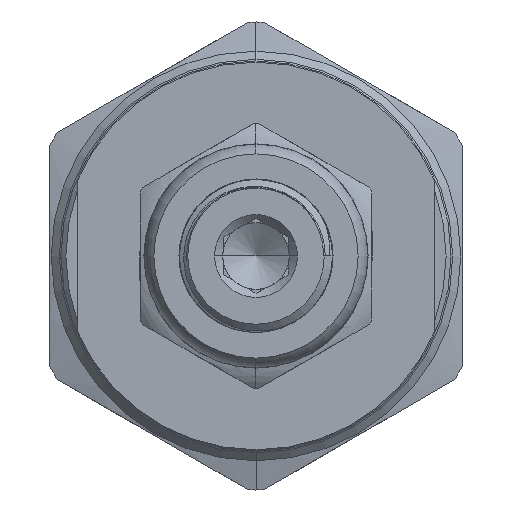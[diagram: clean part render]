
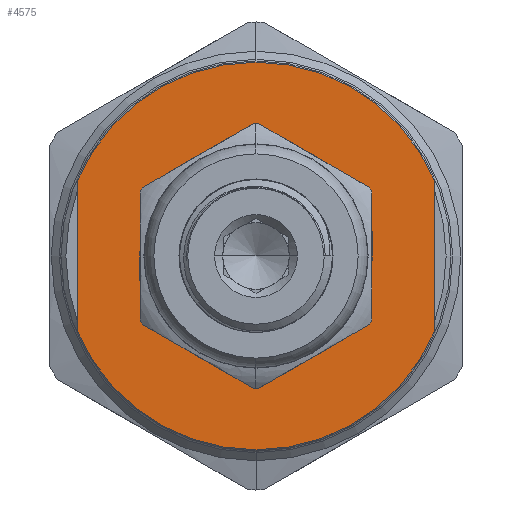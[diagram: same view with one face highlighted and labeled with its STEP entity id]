
A CAD part, left-side view. The second image highlights one B-rep face of the part: STEP entity #4575.
In plain terms, the highlighted planar face has unit normal (-1, 0, 0).
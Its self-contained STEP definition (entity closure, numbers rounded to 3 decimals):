
#147 = CARTESIAN_POINT ( 'NONE',  ( -56., 0., 0. ) ) ;
#206 = PLANE ( 'NONE',  #9085 ) ;
#317 = ORIENTED_EDGE ( 'NONE', *, *, #4889, .F. ) ;
#401 = CARTESIAN_POINT ( 'NONE',  ( -56., 0., 6.875 ) ) ;
#495 = CARTESIAN_POINT ( 'NONE',  ( -56., 11., 4.605 ) ) ;
#515 = ORIENTED_EDGE ( 'NONE', *, *, #11718, .T. ) ;
#593 = ORIENTED_EDGE ( 'NONE', *, *, #10162, .F. ) ;
#979 = CARTESIAN_POINT ( 'NONE',  ( -56., 0., -6.875 ) ) ;
#1363 = EDGE_LOOP ( 'NONE', ( #317, #515, #593, #11770, #14812 ) ) ;
#1530 = DIRECTION ( 'NONE',  ( -1., 0., 0. ) ) ;
#1876 = ORIENTED_EDGE ( 'NONE', *, *, #8185, .T. ) ;
#1889 = CARTESIAN_POINT ( 'NONE',  ( -56., 0., 0. ) ) ;
#1958 = VERTEX_POINT ( 'NONE', #979 ) ;
#2689 = CIRCLE ( 'NONE', #12946, 11.925 ) ;
#2691 = VERTEX_POINT ( 'NONE', #401 ) ;
#4046 = DIRECTION ( 'NONE',  ( -1., 0., 0. ) ) ;
#4352 = AXIS2_PLACEMENT_3D ( 'NONE', #14393, #10617, #6720 ) ;
#4432 = CIRCLE ( 'NONE', #14059, 11.925 ) ;
#4542 = DIRECTION ( 'NONE',  ( 1., 0., 0. ) ) ;
#4575 = ADVANCED_FACE ( 'NONE', ( #10006, #11810 ), #206, .T. ) ;
#4711 = VERTEX_POINT ( 'NONE', #16447 ) ;
#4889 = EDGE_CURVE ( 'NONE', #12595, #11455, #5840, .T. ) ;
#5054 = EDGE_CURVE ( 'NONE', #4711, #7225, #2689, .T. ) ;
#5153 = CARTESIAN_POINT ( 'NONE',  ( -56., 11., -8.096 ) ) ;
#5156 = DIRECTION ( 'NONE',  ( 0., 0., 1. ) ) ;
#5455 = DIRECTION ( 'NONE',  ( 0., 0., 1. ) ) ;
#5840 = LINE ( 'NONE', #11498, #13406 ) ;
#6583 = DIRECTION ( 'NONE',  ( 0., 0., 1. ) ) ;
#6720 = DIRECTION ( 'NONE',  ( 0., 0., -1. ) ) ;
#7225 = VERTEX_POINT ( 'NONE', #15649 ) ;
#7421 = ORIENTED_EDGE ( 'NONE', *, *, #7844, .T. ) ;
#7844 = EDGE_CURVE ( 'NONE', #1958, #2691, #9870, .T. ) ;
#8185 = EDGE_CURVE ( 'NONE', #2691, #1958, #11886, .T. ) ;
#8406 = DIRECTION ( 'NONE',  ( 0., 0., 1. ) ) ;
#8410 = LINE ( 'NONE', #5153, #10395 ) ;
#9085 = AXIS2_PLACEMENT_3D ( 'NONE', #13081, #1530, #5455 ) ;
#9302 = CARTESIAN_POINT ( 'NONE',  ( -56., -11., -4.605 ) ) ;
#9386 = VERTEX_POINT ( 'NONE', #495 ) ;
#9530 = CARTESIAN_POINT ( 'NONE',  ( -56., 0., 0. ) ) ;
#9870 = CIRCLE ( 'NONE', #15728, 6.875 ) ;
#10006 = FACE_BOUND ( 'NONE', #14278, .T. ) ;
#10162 = EDGE_CURVE ( 'NONE', #4711, #9386, #8410, .T. ) ;
#10273 = DIRECTION ( 'NONE',  ( -1., 0., 0. ) ) ;
#10395 = VECTOR ( 'NONE', #15324, 1000. ) ;
#10617 = DIRECTION ( 'NONE',  ( 1., 0., 0. ) ) ;
#11035 = DIRECTION ( 'NONE',  ( 0., 0., -1. ) ) ;
#11098 = CARTESIAN_POINT ( 'NONE',  ( -56., -11., 4.605 ) ) ;
#11349 = EDGE_CURVE ( 'NONE', #7225, #11455, #4432, .T. ) ;
#11455 = VERTEX_POINT ( 'NONE', #9302 ) ;
#11498 = CARTESIAN_POINT ( 'NONE',  ( -56., -11., -12.494 ) ) ;
#11718 = EDGE_CURVE ( 'NONE', #12595, #9386, #14159, .T. ) ;
#11770 = ORIENTED_EDGE ( 'NONE', *, *, #5054, .T. ) ;
#11810 = FACE_OUTER_BOUND ( 'NONE', #1363, .T. ) ;
#11886 = CIRCLE ( 'NONE', #4352, 6.875 ) ;
#12595 = VERTEX_POINT ( 'NONE', #11098 ) ;
#12719 = DIRECTION ( 'NONE',  ( 0., 0., -1. ) ) ;
#12946 = AXIS2_PLACEMENT_3D ( 'NONE', #147, #10273, #5156 ) ;
#13081 = CARTESIAN_POINT ( 'NONE',  ( -56., 0., 0. ) ) ;
#13406 = VECTOR ( 'NONE', #12719, 1000. ) ;
#13422 = DIRECTION ( 'NONE',  ( -1., 0., 0. ) ) ;
#14059 = AXIS2_PLACEMENT_3D ( 'NONE', #15427, #4046, #6583 ) ;
#14159 = CIRCLE ( 'NONE', #14696, 11.925 ) ;
#14278 = EDGE_LOOP ( 'NONE', ( #1876, #7421 ) ) ;
#14393 = CARTESIAN_POINT ( 'NONE',  ( -56., 0., 0. ) ) ;
#14696 = AXIS2_PLACEMENT_3D ( 'NONE', #1889, #13422, #8406 ) ;
#14812 = ORIENTED_EDGE ( 'NONE', *, *, #11349, .T. ) ;
#15324 = DIRECTION ( 'NONE',  ( 0., 0., 1. ) ) ;
#15427 = CARTESIAN_POINT ( 'NONE',  ( -56., 0., 0. ) ) ;
#15649 = CARTESIAN_POINT ( 'NONE',  ( -56., 0., -11.925 ) ) ;
#15728 = AXIS2_PLACEMENT_3D ( 'NONE', #9530, #4542, #11035 ) ;
#16447 = CARTESIAN_POINT ( 'NONE',  ( -56., 11., -4.605 ) ) ;
